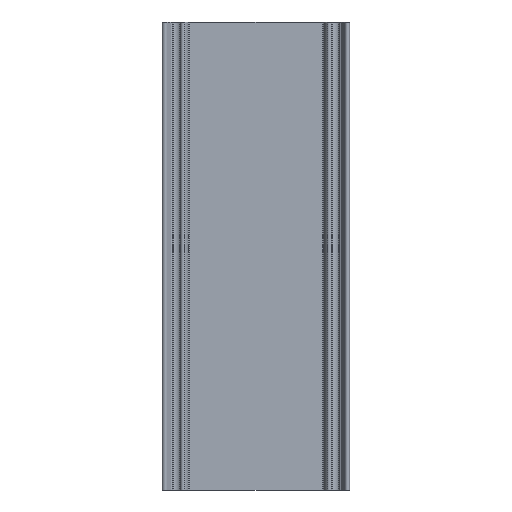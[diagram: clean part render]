
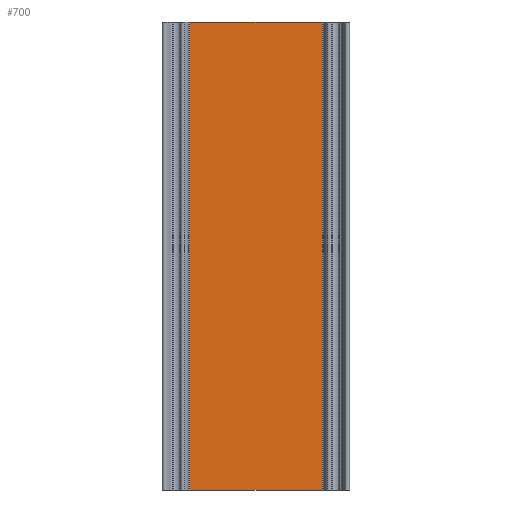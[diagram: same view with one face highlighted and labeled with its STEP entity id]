
A CAD part, front view. The second image highlights one B-rep face of the part: STEP entity #700.
In plain terms, the highlighted planar face has unit normal (0, -1, 0).
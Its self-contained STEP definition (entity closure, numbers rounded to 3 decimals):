
#15=PLANE('',#746);
#34=FACE_OUTER_BOUND('',#72,.T.);
#72=EDGE_LOOP('',(#471,#472,#473,#474));
#110=LINE('',#1070,#174);
#111=LINE('',#1073,#175);
#112=LINE('',#1075,#176);
#113=LINE('',#1076,#177);
#174=VECTOR('',#842,100.);
#175=VECTOR('',#845,28.343);
#176=VECTOR('',#846,28.343);
#177=VECTOR('',#847,100.);
#285=VERTEX_POINT('',#1066);
#286=VERTEX_POINT('',#1068);
#287=VERTEX_POINT('',#1072);
#288=VERTEX_POINT('',#1074);
#360=EDGE_CURVE('',#285,#286,#110,.T.);
#361=EDGE_CURVE('',#285,#287,#111,.T.);
#362=EDGE_CURVE('',#288,#286,#112,.T.);
#363=EDGE_CURVE('',#287,#288,#113,.T.);
#471=ORIENTED_EDGE('',*,*,#361,.F.);
#472=ORIENTED_EDGE('',*,*,#360,.T.);
#473=ORIENTED_EDGE('',*,*,#362,.F.);
#474=ORIENTED_EDGE('',*,*,#363,.F.);
#700=ADVANCED_FACE('',(#34),#15,.T.);
#746=AXIS2_PLACEMENT_3D('',#1071,#843,#844);
#842=DIRECTION('',(0.,0.,-1.));
#843=DIRECTION('center_axis',(0.,-1.,0.));
#844=DIRECTION('ref_axis',(1.,0.,0.));
#845=DIRECTION('',(1.,0.,0.));
#846=DIRECTION('',(-1.,0.,0.));
#847=DIRECTION('',(0.,0.,-1.));
#1066=CARTESIAN_POINT('',(-14.172,-1.5,100.));
#1068=CARTESIAN_POINT('',(-14.172,-1.5,0.));
#1070=CARTESIAN_POINT('',(-14.172,-1.5,0.));
#1071=CARTESIAN_POINT('Origin',(-14.172,-1.5,0.));
#1072=CARTESIAN_POINT('',(14.172,-1.5,100.));
#1073=CARTESIAN_POINT('',(-7.086,-1.5,100.));
#1074=CARTESIAN_POINT('',(14.172,-1.5,0.));
#1075=CARTESIAN_POINT('',(-7.086,-1.5,0.));
#1076=CARTESIAN_POINT('',(14.172,-1.5,0.));
